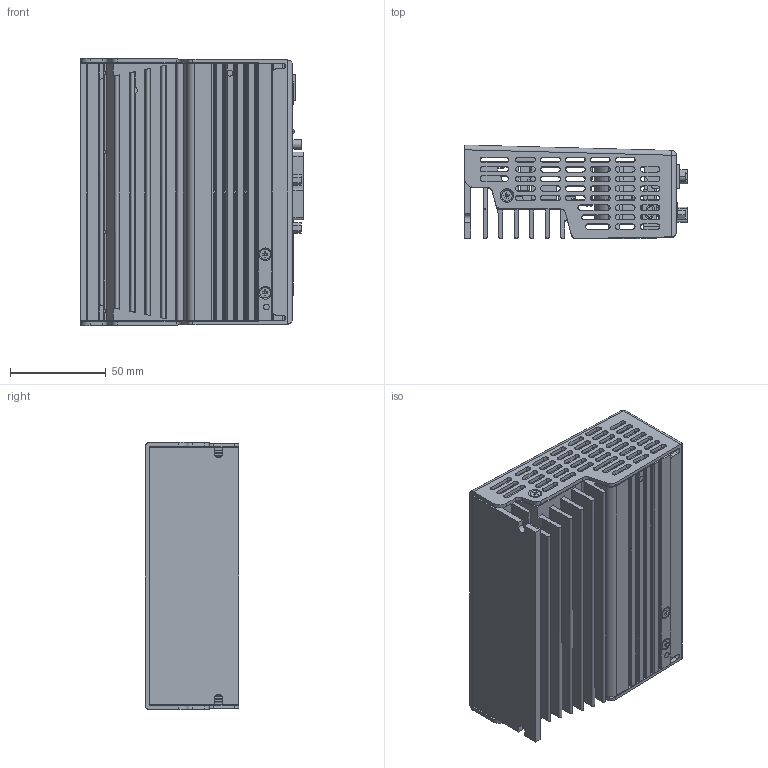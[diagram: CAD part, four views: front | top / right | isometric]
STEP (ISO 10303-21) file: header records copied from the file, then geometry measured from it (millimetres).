
FILE_DESCRIPTION (( 'STEP AP214' ), '1' );
FILE_NAME ('STEAC5 CANOpen.STEP', '2015-05-11T04:58:53', ( '' ), ( '' ), 'SwSTEP 2.0', 'SolidWorks 2014', '' );
FILE_SCHEMA (( 'AUTOMOTIVE_DESIGN' ));
Length unit declared in the file: millimetre
Products named in the file (1): STEAC5 CANOpen
Bounding box: 116.21 x 48.8 x 139.68 mm (x, y, z)
Surface area: 174475.9 mm2 (no closed solid volume)
Topology: 0 solids, 72 shells, 1208 faces, 4273 edges, 3082 vertices
Faces by surface type: plane 701, cylinder 458, cone 26, bspline 11, torus 10, sphere 2
Entity records: 59774 total; most frequent: CARTESIAN_POINT 11599, ORIENTED_EDGE 7227, DIRECTION 6500, EDGE_CURVE 4265, VERTEX_POINT 3082, VECTOR 2954, LINE 2954, AXIS2_PLACEMENT_3D 1773
